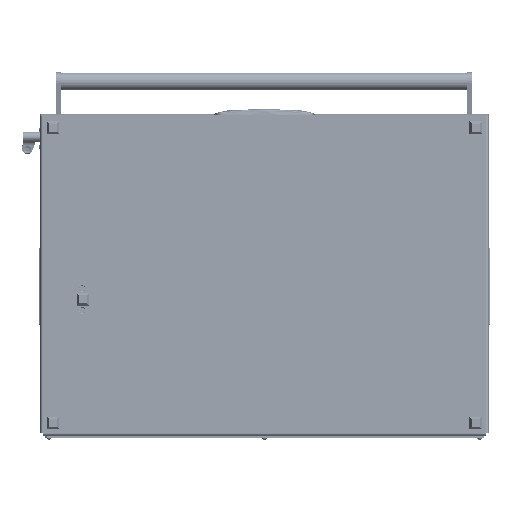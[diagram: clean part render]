
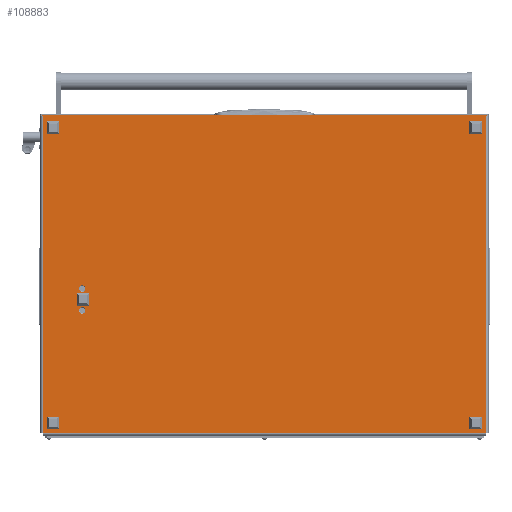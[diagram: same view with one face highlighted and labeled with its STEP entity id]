
A CAD part, front view. The second image highlights one B-rep face of the part: STEP entity #108883.
In plain terms, the highlighted face is planar.
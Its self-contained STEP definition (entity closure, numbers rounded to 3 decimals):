
#562 = CARTESIAN_POINT ( 'NONE',  ( 0., 710., 0. ) ) ;
#3886 = CARTESIAN_POINT ( 'NONE',  ( 506., 708., 0. ) ) ;
#4087 = VERTEX_POINT ( 'NONE', #54897 ) ;
#4137 = AXIS2_PLACEMENT_3D ( 'NONE', #16010, #104681, #74342 ) ;
#8348 = VECTOR ( 'NONE', #22796, 1000. ) ;
#8866 = LINE ( 'NONE', #41316, #114146 ) ;
#11022 = VECTOR ( 'NONE', #59948, 1000. ) ;
#12185 = EDGE_CURVE ( 'NONE', #35583, #60584, #120672, .T. ) ;
#12443 = VERTEX_POINT ( 'NONE', #110586 ) ;
#13449 = LINE ( 'NONE', #106157, #39767 ) ;
#16010 = CARTESIAN_POINT ( 'NONE',  ( 275., 645., 0. ) ) ;
#16083 = PLANE ( 'NONE',  #108047 ) ;
#16973 = LINE ( 'NONE', #47452, #98954 ) ;
#17384 = VERTEX_POINT ( 'NONE', #80267 ) ;
#18632 = LINE ( 'NONE', #3886, #43529 ) ;
#21548 = ORIENTED_EDGE ( 'NONE', *, *, #29702, .F. ) ;
#21914 = EDGE_CURVE ( 'NONE', #104342, #4087, #38141, .T. ) ;
#22044 = ORIENTED_EDGE ( 'NONE', *, *, #107539, .F. ) ;
#22796 = DIRECTION ( 'NONE',  ( 0., 1., 0. ) ) ;
#25228 = CARTESIAN_POINT ( 'NONE',  ( 280.2, 645., 0. ) ) ;
#26365 = ORIENTED_EDGE ( 'NONE', *, *, #111373, .F. ) ;
#26679 = DIRECTION ( 'NONE',  ( 1., 0., 0. ) ) ;
#28016 = DIRECTION ( 'NONE',  ( 0., 0., -1. ) ) ;
#29702 = EDGE_CURVE ( 'NONE', #55379, #101051, #13449, .T. ) ;
#30356 = AXIS2_PLACEMENT_3D ( 'NONE', #100843, #51498, #89564 ) ;
#30878 = ORIENTED_EDGE ( 'NONE', *, *, #36617, .T. ) ;
#31128 = EDGE_LOOP ( 'NONE', ( #26365, #50274 ) ) ;
#33356 = DIRECTION ( 'NONE',  ( 0., -1., 0. ) ) ;
#34682 = LINE ( 'NONE', #81583, #8348 ) ;
#35583 = VERTEX_POINT ( 'NONE', #64101 ) ;
#36617 = EDGE_CURVE ( 'NONE', #87128, #12443, #120832, .T. ) ;
#38141 = CIRCLE ( 'NONE', #44706, 5.2 ) ;
#39042 = CARTESIAN_POINT ( 'NONE',  ( 0., -2., 0. ) ) ;
#39542 = EDGE_CURVE ( 'NONE', #12443, #82717, #16973, .T. ) ;
#39767 = VECTOR ( 'NONE', #116945, 1000. ) ;
#40816 = CARTESIAN_POINT ( 'NONE',  ( 0., 0., 0. ) ) ;
#41316 = CARTESIAN_POINT ( 'NONE',  ( 0., -4., 0. ) ) ;
#43529 = VECTOR ( 'NONE', #33356, 1000. ) ;
#44706 = AXIS2_PLACEMENT_3D ( 'NONE', #59420, #97491, #108348 ) ;
#45092 = CARTESIAN_POINT ( 'NONE',  ( 506., 0., 0. ) ) ;
#45620 = CARTESIAN_POINT ( 'NONE',  ( 0., 708., 0. ) ) ;
#46182 = EDGE_CURVE ( 'NONE', #17384, #87128, #81169, .T. ) ;
#46361 = CARTESIAN_POINT ( 'NONE',  ( 304.8, 645., 0. ) ) ;
#47452 = CARTESIAN_POINT ( 'NONE',  ( 0., 710., 0. ) ) ;
#47510 = CARTESIAN_POINT ( 'NONE',  ( 310., 645., 0. ) ) ;
#47832 = ORIENTED_EDGE ( 'NONE', *, *, #39542, .T. ) ;
#48857 = FACE_OUTER_BOUND ( 'NONE', #93519, .T. ) ;
#49149 = EDGE_CURVE ( 'NONE', #104516, #82717, #34682, .T. ) ;
#50274 = ORIENTED_EDGE ( 'NONE', *, *, #12185, .F. ) ;
#50506 = EDGE_CURVE ( 'NONE', #4087, #104342, #65847, .T. ) ;
#51173 = DIRECTION ( 'NONE',  ( 0., 1., 0. ) ) ;
#51498 = DIRECTION ( 'NONE',  ( 0., 0., -1. ) ) ;
#54830 = VECTOR ( 'NONE', #68778, 1000. ) ;
#54897 = CARTESIAN_POINT ( 'NONE',  ( 269.8, 645., 0. ) ) ;
#55379 = VERTEX_POINT ( 'NONE', #40816 ) ;
#55767 = CARTESIAN_POINT ( 'NONE',  ( 0., 708., 0. ) ) ;
#56746 = ORIENTED_EDGE ( 'NONE', *, *, #50506, .F. ) ;
#59420 = CARTESIAN_POINT ( 'NONE',  ( 275., 645., 0. ) ) ;
#59596 = FACE_BOUND ( 'NONE', #69552, .T. ) ;
#59948 = DIRECTION ( 'NONE',  ( 0., 1., 0. ) ) ;
#60584 = VERTEX_POINT ( 'NONE', #46361 ) ;
#60844 = ORIENTED_EDGE ( 'NONE', *, *, #75419, .T. ) ;
#64101 = CARTESIAN_POINT ( 'NONE',  ( 315.2, 645., 0. ) ) ;
#65847 = CIRCLE ( 'NONE', #4137, 5.2 ) ;
#68778 = DIRECTION ( 'NONE',  ( -1., 0., 0. ) ) ;
#68809 = DIRECTION ( 'NONE',  ( -1., 0., 0. ) ) ;
#69526 = CARTESIAN_POINT ( 'NONE',  ( 506., 708., 0. ) ) ;
#69552 = EDGE_LOOP ( 'NONE', ( #56746, #80501 ) ) ;
#74342 = DIRECTION ( 'NONE',  ( -1., 0., 0. ) ) ;
#74775 = ORIENTED_EDGE ( 'NONE', *, *, #87008, .F. ) ;
#75137 = FACE_BOUND ( 'NONE', #31128, .T. ) ;
#75419 = EDGE_CURVE ( 'NONE', #123621, #101051, #18632, .T. ) ;
#80267 = CARTESIAN_POINT ( 'NONE',  ( 0., -2., 0. ) ) ;
#80501 = ORIENTED_EDGE ( 'NONE', *, *, #21914, .F. ) ;
#81169 = LINE ( 'NONE', #39042, #54830 ) ;
#81525 = LINE ( 'NONE', #109962, #86303 ) ;
#81583 = CARTESIAN_POINT ( 'NONE',  ( 0., -4., 0. ) ) ;
#82717 = VERTEX_POINT ( 'NONE', #562 ) ;
#86303 = VECTOR ( 'NONE', #68809, 1000. ) ;
#87008 = EDGE_CURVE ( 'NONE', #123621, #104516, #81525, .T. ) ;
#87128 = VERTEX_POINT ( 'NONE', #102146 ) ;
#89564 = DIRECTION ( 'NONE',  ( -1., 0., 0. ) ) ;
#93519 = EDGE_LOOP ( 'NONE', ( #22044, #98689, #30878, #47832, #115789, #74775, #60844, #21548 ) ) ;
#94698 = CIRCLE ( 'NONE', #30356, 5.2 ) ;
#97491 = DIRECTION ( 'NONE',  ( 0., 0., -1. ) ) ;
#98689 = ORIENTED_EDGE ( 'NONE', *, *, #46182, .T. ) ;
#98954 = VECTOR ( 'NONE', #26679, 1000. ) ;
#100843 = CARTESIAN_POINT ( 'NONE',  ( 310., 645., 0. ) ) ;
#101051 = VERTEX_POINT ( 'NONE', #45092 ) ;
#102146 = CARTESIAN_POINT ( 'NONE',  ( -2., -2., 0. ) ) ;
#104342 = VERTEX_POINT ( 'NONE', #25228 ) ;
#104516 = VERTEX_POINT ( 'NONE', #45620 ) ;
#104681 = DIRECTION ( 'NONE',  ( 0., 0., -1. ) ) ;
#106015 = DIRECTION ( 'NONE',  ( 0., 0., -1. ) ) ;
#106157 = CARTESIAN_POINT ( 'NONE',  ( 0., 0., 0. ) ) ;
#107539 = EDGE_CURVE ( 'NONE', #17384, #55379, #8866, .T. ) ;
#108047 = AXIS2_PLACEMENT_3D ( 'NONE', #55767, #106015, #116817 ) ;
#108348 = DIRECTION ( 'NONE',  ( -1., 0., 0. ) ) ;
#108883 = ADVANCED_FACE ( 'NONE', ( #59596, #75137, #48857 ), #16083, .T. ) ;
#109962 = CARTESIAN_POINT ( 'NONE',  ( 0., 708., 0. ) ) ;
#110586 = CARTESIAN_POINT ( 'NONE',  ( -2., 710., 0. ) ) ;
#111373 = EDGE_CURVE ( 'NONE', #60584, #35583, #94698, .T. ) ;
#114146 = VECTOR ( 'NONE', #51173, 1000. ) ;
#115748 = AXIS2_PLACEMENT_3D ( 'NONE', #47510, #28016, #126696 ) ;
#115789 = ORIENTED_EDGE ( 'NONE', *, *, #49149, .F. ) ;
#116817 = DIRECTION ( 'NONE',  ( -1., 0., 0. ) ) ;
#116945 = DIRECTION ( 'NONE',  ( 1., 0., 0. ) ) ;
#119228 = CARTESIAN_POINT ( 'NONE',  ( -2., -4., 0. ) ) ;
#120672 = CIRCLE ( 'NONE', #115748, 5.2 ) ;
#120832 = LINE ( 'NONE', #119228, #11022 ) ;
#123621 = VERTEX_POINT ( 'NONE', #69526 ) ;
#126696 = DIRECTION ( 'NONE',  ( -1., 0., 0. ) ) ;
